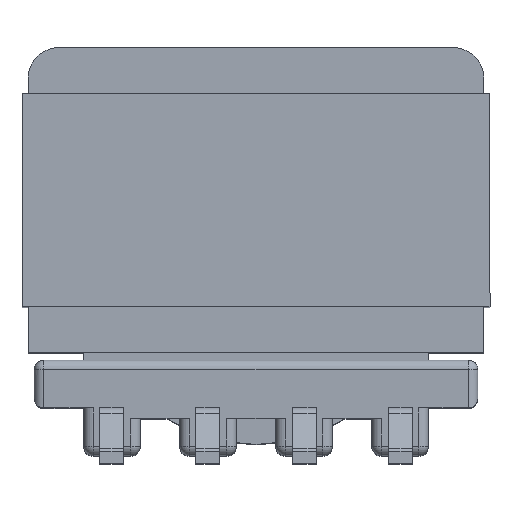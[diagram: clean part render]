
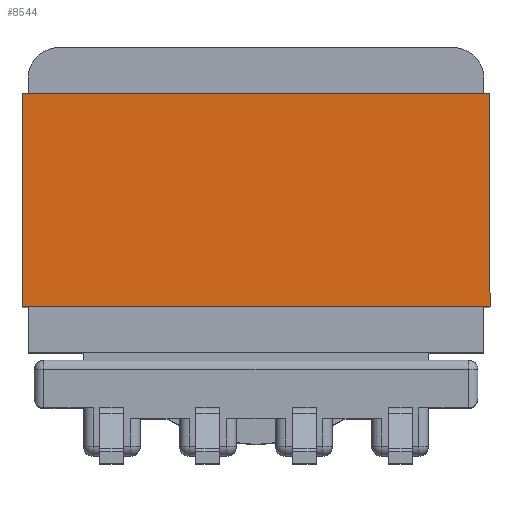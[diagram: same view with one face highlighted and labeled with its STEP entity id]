
A CAD part, top view. The second image highlights one B-rep face of the part: STEP entity #8544.
In plain terms, the highlighted face is planar.
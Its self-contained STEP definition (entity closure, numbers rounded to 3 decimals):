
#253 = VERTEX_POINT ( 'NONE', #10602 ) ;
#625 = LINE ( 'NONE', #11205, #1310 ) ;
#795 = EDGE_LOOP ( 'NONE', ( #6028, #6732, #5122, #9005 ) ) ;
#1310 = VECTOR ( 'NONE', #8124, 1000. ) ;
#1645 = DIRECTION ( 'NONE',  ( 0., 0., 1. ) ) ;
#1994 = CARTESIAN_POINT ( 'NONE',  ( -0.16, -11.97, -5.54 ) ) ;
#2850 = DIRECTION ( 'NONE',  ( 0., 0., 1. ) ) ;
#3560 = LINE ( 'NONE', #11167, #7116 ) ;
#3578 = AXIS2_PLACEMENT_3D ( 'NONE', #6187, #4321, #10394 ) ;
#4296 = EDGE_CURVE ( 'NONE', #7238, #9037, #3560, .T. ) ;
#4321 = DIRECTION ( 'NONE',  ( -1., 0., 0. ) ) ;
#4689 = EDGE_CURVE ( 'NONE', #253, #7238, #625, .T. ) ;
#5122 = ORIENTED_EDGE ( 'NONE', *, *, #4689, .T. ) ;
#5295 = VERTEX_POINT ( 'NONE', #6682 ) ;
#6028 = ORIENTED_EDGE ( 'NONE', *, *, #8487, .F. ) ;
#6187 = CARTESIAN_POINT ( 'NONE',  ( -0.16, -11.97, -5.54 ) ) ;
#6637 = LINE ( 'NONE', #7680, #7318 ) ;
#6682 = CARTESIAN_POINT ( 'NONE',  ( -0.16, 0.16, 0. ) ) ;
#6732 = ORIENTED_EDGE ( 'NONE', *, *, #10860, .F. ) ;
#6873 = DIRECTION ( 'NONE',  ( 0., -1., 0. ) ) ;
#7116 = VECTOR ( 'NONE', #1645, 1000. ) ;
#7238 = VERTEX_POINT ( 'NONE', #1994 ) ;
#7318 = VECTOR ( 'NONE', #6873, 1000. ) ;
#7369 = CARTESIAN_POINT ( 'NONE',  ( -0.16, 0.16, -5.54 ) ) ;
#7680 = CARTESIAN_POINT ( 'NONE',  ( -0.16, -11.97, 0. ) ) ;
#7861 = FACE_OUTER_BOUND ( 'NONE', #795, .T. ) ;
#8124 = DIRECTION ( 'NONE',  ( 0., -1., 0. ) ) ;
#8487 = EDGE_CURVE ( 'NONE', #5295, #9037, #6637, .T. ) ;
#8544 = ADVANCED_FACE ( 'NONE', ( #7861 ), #8762, .T. ) ;
#8762 = PLANE ( 'NONE',  #3578 ) ;
#9005 = ORIENTED_EDGE ( 'NONE', *, *, #4296, .T. ) ;
#9037 = VERTEX_POINT ( 'NONE', #10234 ) ;
#10234 = CARTESIAN_POINT ( 'NONE',  ( -0.16, -11.97, 0. ) ) ;
#10394 = DIRECTION ( 'NONE',  ( 0., -1., 0. ) ) ;
#10602 = CARTESIAN_POINT ( 'NONE',  ( -0.16, 0.16, -5.54 ) ) ;
#10750 = VECTOR ( 'NONE', #2850, 1000. ) ;
#10860 = EDGE_CURVE ( 'NONE', #253, #5295, #11027, .T. ) ;
#11027 = LINE ( 'NONE', #7369, #10750 ) ;
#11167 = CARTESIAN_POINT ( 'NONE',  ( -0.16, -11.97, -5.54 ) ) ;
#11205 = CARTESIAN_POINT ( 'NONE',  ( -0.16, -11.97, -5.54 ) ) ;
